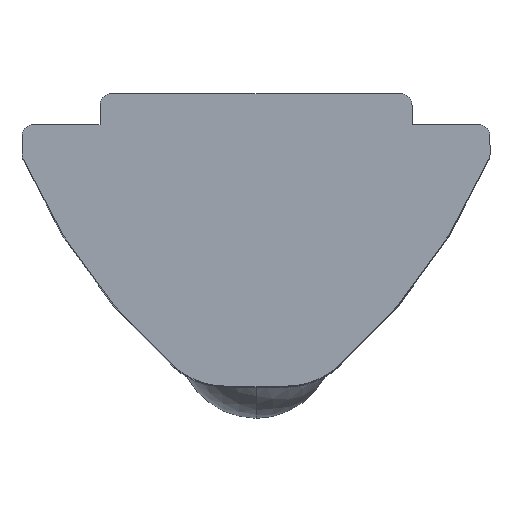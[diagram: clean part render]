
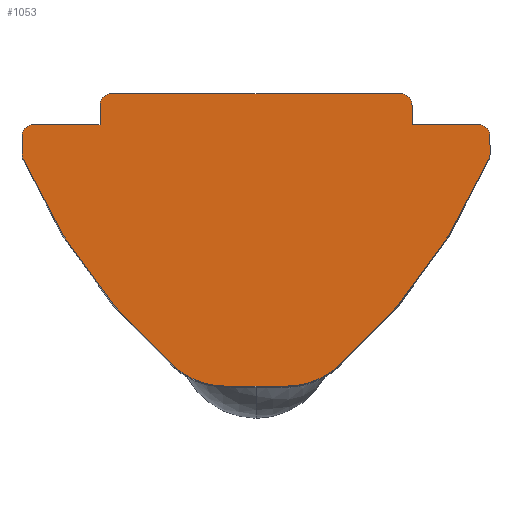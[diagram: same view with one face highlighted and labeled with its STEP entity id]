
A CAD part, top view. The second image highlights one B-rep face of the part: STEP entity #1053.
In plain terms, the highlighted planar face has unit normal (0, 0, 1).
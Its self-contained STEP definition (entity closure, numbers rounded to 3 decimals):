
#3 = EDGE_CURVE ( 'NONE', #1046, #447, #1075, .T. ) ;
#5 = CARTESIAN_POINT ( 'NONE',  ( -4., -0.8, 10. ) ) ;
#7 = CARTESIAN_POINT ( 'NONE',  ( 6., -1.1, 10. ) ) ;
#10 = ORIENTED_EDGE ( 'NONE', *, *, #1065, .T. ) ;
#14 = AXIS2_PLACEMENT_3D ( 'NONE', #909, #476, #554 ) ;
#15 = ORIENTED_EDGE ( 'NONE', *, *, #473, .T. ) ;
#17 = DIRECTION ( 'NONE',  ( 0., 1., 0. ) ) ;
#21 = CARTESIAN_POINT ( 'NONE',  ( -7.806, 4.264, 10. ) ) ;
#27 = CIRCLE ( 'NONE', #396, 2. ) ;
#30 = DIRECTION ( 'NONE',  ( 0., 0., 1. ) ) ;
#36 = DIRECTION ( 'NONE',  ( 0., -1., 0. ) ) ;
#50 = CIRCLE ( 'NONE', #14, 15. ) ;
#69 = CARTESIAN_POINT ( 'NONE',  ( -5.7, -0.8, 10. ) ) ;
#70 = EDGE_CURVE ( 'NONE', #346, #898, #50, .T. ) ;
#90 = VECTOR ( 'NONE', #534, 1000. ) ;
#101 = DIRECTION ( 'NONE',  ( 1., 0., 0. ) ) ;
#105 = AXIS2_PLACEMENT_3D ( 'NONE', #961, #330, #238 ) ;
#107 = DIRECTION ( 'NONE',  ( 1., 0., 0. ) ) ;
#136 = ORIENTED_EDGE ( 'NONE', *, *, #745, .T. ) ;
#145 = VECTOR ( 'NONE', #338, 1000. ) ;
#147 = AXIS2_PLACEMENT_3D ( 'NONE', #358, #468, #626 ) ;
#154 = ORIENTED_EDGE ( 'NONE', *, *, #1108, .T. ) ;
#164 = CARTESIAN_POINT ( 'NONE',  ( 3.7, 0., 10. ) ) ;
#169 = VERTEX_POINT ( 'NONE', #414 ) ;
#187 = CARTESIAN_POINT ( 'NONE',  ( 5.7, -1.539, 10. ) ) ;
#200 = ORIENTED_EDGE ( 'NONE', *, *, #253, .T. ) ;
#203 = DIRECTION ( 'NONE',  ( 1., 0., 0. ) ) ;
#215 = FACE_OUTER_BOUND ( 'NONE', #894, .T. ) ;
#221 = ORIENTED_EDGE ( 'NONE', *, *, #676, .T. ) ;
#227 = CARTESIAN_POINT ( 'NONE',  ( 5.7, -0.8, 10. ) ) ;
#238 = DIRECTION ( 'NONE',  ( 1., 0., 0. ) ) ;
#253 = EDGE_CURVE ( 'NONE', #705, #364, #1028, .T. ) ;
#267 = CARTESIAN_POINT ( 'NONE',  ( -5.7, -1.1, 10. ) ) ;
#274 = VERTEX_POINT ( 'NONE', #867 ) ;
#275 = CARTESIAN_POINT ( 'NONE',  ( 4., -0.8, 10. ) ) ;
#276 = CARTESIAN_POINT ( 'NONE',  ( 4., 0., 10. ) ) ;
#277 = DIRECTION ( 'NONE',  ( -1., 0., 0. ) ) ;
#281 = CIRCLE ( 'NONE', #1083, 0.3 ) ;
#294 = CARTESIAN_POINT ( 'NONE',  ( 6., -0.8, 10. ) ) ;
#318 = VECTOR ( 'NONE', #36, 1000. ) ;
#319 = AXIS2_PLACEMENT_3D ( 'NONE', #21, #1000, #203 ) ;
#321 = CARTESIAN_POINT ( 'NONE',  ( -6., -1.1, 10. ) ) ;
#330 = DIRECTION ( 'NONE',  ( 0., 0., 1. ) ) ;
#338 = DIRECTION ( 'NONE',  ( -1., 0., 0. ) ) ;
#345 = EDGE_CURVE ( 'NONE', #514, #803, #848, .T. ) ;
#346 = VERTEX_POINT ( 'NONE', #389 ) ;
#347 = LINE ( 'NONE', #1047, #679 ) ;
#358 = CARTESIAN_POINT ( 'NONE',  ( 3.7, -0.3, 10. ) ) ;
#364 = VERTEX_POINT ( 'NONE', #227 ) ;
#375 = LINE ( 'NONE', #729, #318 ) ;
#387 = CARTESIAN_POINT ( 'NONE',  ( -3.7, 0., 10. ) ) ;
#389 = CARTESIAN_POINT ( 'NONE',  ( -5.976, -1.657, 10. ) ) ;
#394 = CARTESIAN_POINT ( 'NONE',  ( -4., 0., 10. ) ) ;
#396 = AXIS2_PLACEMENT_3D ( 'NONE', #987, #710, #107 ) ;
#397 = VECTOR ( 'NONE', #277, 1000. ) ;
#399 = AXIS2_PLACEMENT_3D ( 'NONE', #822, #30, #455 ) ;
#414 = CARTESIAN_POINT ( 'NONE',  ( 5.976, -1.657, 10. ) ) ;
#447 = VERTEX_POINT ( 'NONE', #69 ) ;
#453 = ORIENTED_EDGE ( 'NONE', *, *, #3, .T. ) ;
#454 = DIRECTION ( 'NONE',  ( 1., 0., 0. ) ) ;
#455 = DIRECTION ( 'NONE',  ( 1., 0., 0. ) ) ;
#456 = ORIENTED_EDGE ( 'NONE', *, *, #799, .T. ) ;
#461 = VERTEX_POINT ( 'NONE', #321 ) ;
#468 = DIRECTION ( 'NONE',  ( 0., 0., 1. ) ) ;
#469 = PLANE ( 'NONE',  #319 ) ;
#473 = EDGE_CURVE ( 'NONE', #364, #712, #794, .T. ) ;
#476 = DIRECTION ( 'NONE',  ( 0., 0., 1. ) ) ;
#480 = ORIENTED_EDGE ( 'NONE', *, *, #546, .T. ) ;
#498 = AXIS2_PLACEMENT_3D ( 'NONE', #267, #889, #454 ) ;
#504 = ORIENTED_EDGE ( 'NONE', *, *, #345, .T. ) ;
#509 = VERTEX_POINT ( 'NONE', #869 ) ;
#514 = VERTEX_POINT ( 'NONE', #164 ) ;
#534 = DIRECTION ( 'NONE',  ( 0., -1., 0. ) ) ;
#540 = DIRECTION ( 'NONE',  ( 1., 0., 0. ) ) ;
#546 = EDGE_CURVE ( 'NONE', #274, #509, #347, .T. ) ;
#554 = DIRECTION ( 'NONE',  ( 1., 0., 0. ) ) ;
#557 = CARTESIAN_POINT ( 'NONE',  ( 2.097, -7.002, 10. ) ) ;
#564 = CARTESIAN_POINT ( 'NONE',  ( -5.7, -1.539, 10. ) ) ;
#568 = ORIENTED_EDGE ( 'NONE', *, *, #70, .T. ) ;
#584 = AXIS2_PLACEMENT_3D ( 'NONE', #706, #800, #101 ) ;
#594 = CARTESIAN_POINT ( 'NONE',  ( 4., -0.8, 10. ) ) ;
#610 = DIRECTION ( 'NONE',  ( 1., 0., 0. ) ) ;
#626 = DIRECTION ( 'NONE',  ( 1., 0., 0. ) ) ;
#630 = EDGE_CURVE ( 'NONE', #910, #514, #678, .T. ) ;
#642 = LINE ( 'NONE', #294, #1141 ) ;
#646 = ORIENTED_EDGE ( 'NONE', *, *, #695, .T. ) ;
#663 = EDGE_CURVE ( 'NONE', #764, #169, #732, .T. ) ;
#676 = EDGE_CURVE ( 'NONE', #509, #764, #27, .T. ) ;
#678 = CIRCLE ( 'NONE', #147, 0.3 ) ;
#679 = VECTOR ( 'NONE', #959, 1000. ) ;
#695 = EDGE_CURVE ( 'NONE', #966, #1046, #725, .T. ) ;
#697 = VECTOR ( 'NONE', #765, 1000. ) ;
#705 = VERTEX_POINT ( 'NONE', #7 ) ;
#706 = CARTESIAN_POINT ( 'NONE',  ( -7.806, 4.264, 10. ) ) ;
#710 = DIRECTION ( 'NONE',  ( 0., 0., 1. ) ) ;
#712 = VERTEX_POINT ( 'NONE', #275 ) ;
#713 = ORIENTED_EDGE ( 'NONE', *, *, #630, .T. ) ;
#722 = CARTESIAN_POINT ( 'NONE',  ( -6., -1.539, 10. ) ) ;
#723 = ORIENTED_EDGE ( 'NONE', *, *, #899, .T. ) ;
#725 = LINE ( 'NONE', #804, #90 ) ;
#729 = CARTESIAN_POINT ( 'NONE',  ( -6., -0.8, 10. ) ) ;
#732 = CIRCLE ( 'NONE', #584, 15. ) ;
#742 = LINE ( 'NONE', #276, #1142 ) ;
#745 = EDGE_CURVE ( 'NONE', #447, #461, #1117, .T. ) ;
#764 = VERTEX_POINT ( 'NONE', #557 ) ;
#765 = DIRECTION ( 'NONE',  ( -1., 0., 0. ) ) ;
#786 = EDGE_CURVE ( 'NONE', #807, #705, #642, .T. ) ;
#790 = CIRCLE ( 'NONE', #823, 0.3 ) ;
#794 = LINE ( 'NONE', #594, #145 ) ;
#799 = EDGE_CURVE ( 'NONE', #461, #1013, #375, .T. ) ;
#800 = DIRECTION ( 'NONE',  ( 0., 0., 1. ) ) ;
#803 = VERTEX_POINT ( 'NONE', #387 ) ;
#804 = CARTESIAN_POINT ( 'NONE',  ( -4., 0., 10. ) ) ;
#807 = VERTEX_POINT ( 'NONE', #1078 ) ;
#822 = CARTESIAN_POINT ( 'NONE',  ( -0.776, -5.5, 10. ) ) ;
#823 = AXIS2_PLACEMENT_3D ( 'NONE', #957, #960, #610 ) ;
#848 = LINE ( 'NONE', #394, #697 ) ;
#857 = ORIENTED_EDGE ( 'NONE', *, *, #786, .T. ) ;
#867 = CARTESIAN_POINT ( 'NONE',  ( -0.776, -7.5, 10. ) ) ;
#869 = CARTESIAN_POINT ( 'NONE',  ( 0.776, -7.5, 10. ) ) ;
#878 = CIRCLE ( 'NONE', #399, 2. ) ;
#884 = EDGE_CURVE ( 'NONE', #803, #966, #790, .T. ) ;
#889 = DIRECTION ( 'NONE',  ( 0., 0., 1. ) ) ;
#894 = EDGE_LOOP ( 'NONE', ( #480, #221, #924, #723, #857, #200, #15, #984, #713, #504, #935, #646, #453, #136, #456, #10, #568, #154 ) ) ;
#898 = VERTEX_POINT ( 'NONE', #1131 ) ;
#899 = EDGE_CURVE ( 'NONE', #169, #807, #281, .T. ) ;
#907 = CARTESIAN_POINT ( 'NONE',  ( -4., -0.3, 10. ) ) ;
#909 = CARTESIAN_POINT ( 'NONE',  ( 7.806, 4.264, 10. ) ) ;
#910 = VERTEX_POINT ( 'NONE', #978 ) ;
#913 = DIRECTION ( 'NONE',  ( 1., 0., 0. ) ) ;
#924 = ORIENTED_EDGE ( 'NONE', *, *, #663, .T. ) ;
#935 = ORIENTED_EDGE ( 'NONE', *, *, #884, .T. ) ;
#957 = CARTESIAN_POINT ( 'NONE',  ( -3.7, -0.3, 10. ) ) ;
#959 = DIRECTION ( 'NONE',  ( 1., 0., 0. ) ) ;
#960 = DIRECTION ( 'NONE',  ( 0., 0., 1. ) ) ;
#961 = CARTESIAN_POINT ( 'NONE',  ( 5.7, -1.1, 10. ) ) ;
#966 = VERTEX_POINT ( 'NONE', #907 ) ;
#969 = AXIS2_PLACEMENT_3D ( 'NONE', #564, #989, #913 ) ;
#978 = CARTESIAN_POINT ( 'NONE',  ( 4., -0.3, 10. ) ) ;
#984 = ORIENTED_EDGE ( 'NONE', *, *, #1032, .T. ) ;
#987 = CARTESIAN_POINT ( 'NONE',  ( 0.776, -5.5, 10. ) ) ;
#989 = DIRECTION ( 'NONE',  ( 0., 0., 1. ) ) ;
#1000 = DIRECTION ( 'NONE',  ( 0., 0., 1. ) ) ;
#1005 = DIRECTION ( 'NONE',  ( 0., 1., 0. ) ) ;
#1013 = VERTEX_POINT ( 'NONE', #722 ) ;
#1028 = CIRCLE ( 'NONE', #105, 0.3 ) ;
#1032 = EDGE_CURVE ( 'NONE', #712, #910, #742, .T. ) ;
#1044 = CIRCLE ( 'NONE', #969, 0.3 ) ;
#1046 = VERTEX_POINT ( 'NONE', #1069 ) ;
#1047 = CARTESIAN_POINT ( 'NONE',  ( -1.5, -7.5, 10. ) ) ;
#1053 = ADVANCED_FACE ( 'NONE', ( #215 ), #469, .T. ) ;
#1063 = DIRECTION ( 'NONE',  ( 0., 0., 1. ) ) ;
#1065 = EDGE_CURVE ( 'NONE', #1013, #346, #1044, .T. ) ;
#1069 = CARTESIAN_POINT ( 'NONE',  ( -4., -0.8, 10. ) ) ;
#1075 = LINE ( 'NONE', #5, #397 ) ;
#1078 = CARTESIAN_POINT ( 'NONE',  ( 6., -1.539, 10. ) ) ;
#1083 = AXIS2_PLACEMENT_3D ( 'NONE', #187, #1063, #540 ) ;
#1108 = EDGE_CURVE ( 'NONE', #898, #274, #878, .T. ) ;
#1117 = CIRCLE ( 'NONE', #498, 0.3 ) ;
#1131 = CARTESIAN_POINT ( 'NONE',  ( -2.097, -7.002, 10. ) ) ;
#1141 = VECTOR ( 'NONE', #1005, 1000. ) ;
#1142 = VECTOR ( 'NONE', #17, 1000. ) ;
